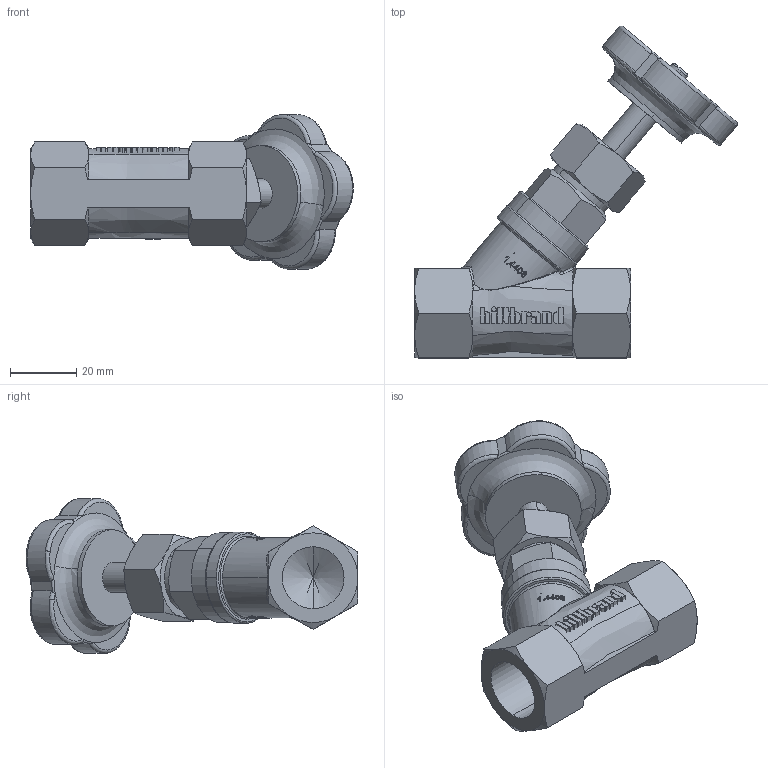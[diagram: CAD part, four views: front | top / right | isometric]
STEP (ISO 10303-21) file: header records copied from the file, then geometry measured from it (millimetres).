
FILE_DESCRIPTION (( 'STEP AP214' ), '1' );
FILE_NAME ('RVX Rp 1-2 Zoll HST.STEP', '2022-07-23T16:42:03', ( '' ), ( '' ), 'SwSTEP 2.0', 'SolidWorks 2020', '' );
FILE_SCHEMA (( 'AUTOMOTIVE_DESIGN' ));
Length unit declared in the file: millimetre
Products named in the file (9): ANL-ADM1550_04.stp_00; Logo-Hiltbrand  25mm_10 x 51; RVX Rp 1-2 Zoll (AE311023).stp_00; AD-HANDRAD23-25.stp_00; ADE0015_09_0015.stp_00; GGS0015_14_0012.stp_00; ADS1525_18_0013.stp_00; DIN EN 24 032  (Regelgewinde) M6.stp_00; RVX Rp 1-2 Zoll HST
Assembly tree (8 placements, depth 3):
  RVX Rp 1-2 Zoll HST
    RVX Rp 1-2 Zoll (AE311023).stp_00
      GGS0015_14_0012.stp_00
      ADE0015_09_0015.stp_00
      ANL-ADM1550_04.stp_00
      AD-HANDRAD23-25.stp_00
      DIN EN 24 032  (Regelgewinde) M6.stp_00
      ADS1525_18_0013.stp_00
    Logo-Hiltbrand  25mm_10 x 51
Bounding box: 97.14 x 99.93 x 46.56 mm (x, y, z)
Volume: 64399 mm3; surface area: 27755.5 mm2
Topology: 22 solids, 22 shells, 575 faces, 1398 edges, 895 vertices
Faces by surface type: plane 265, bspline 146, cylinder 79, cone 56, torus 29
Entity records: 21411 total; most frequent: CARTESIAN_POINT 8713, ORIENTED_EDGE 2780, DIRECTION 2139, EDGE_CURVE 1390, VERTEX_POINT 895, AXIS2_PLACEMENT_3D 777, EDGE_LOOP 619, LINE 585
